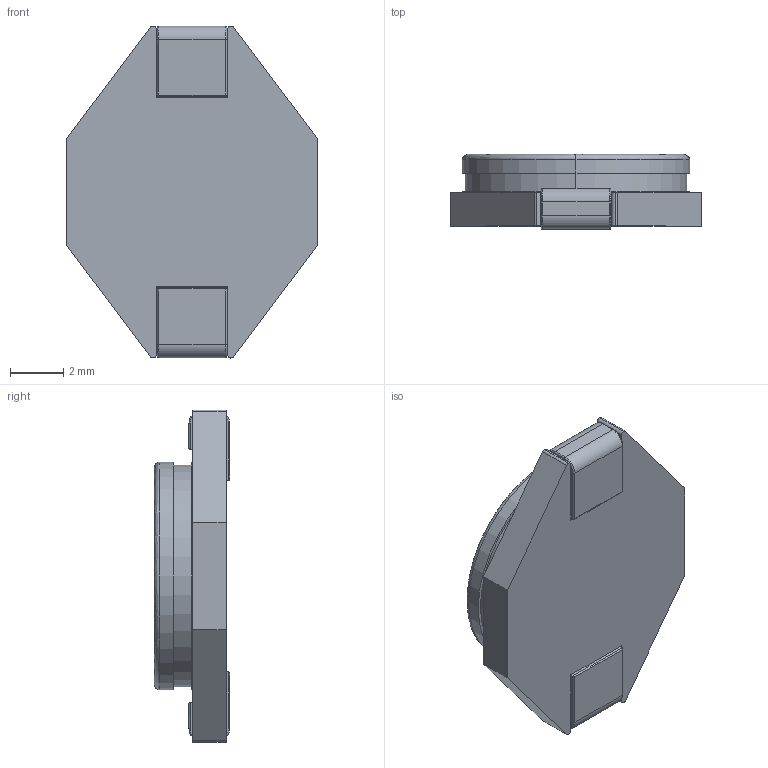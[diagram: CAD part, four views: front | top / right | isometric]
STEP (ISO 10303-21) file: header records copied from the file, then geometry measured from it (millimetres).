
FILE_DESCRIPTION (( 'STEP AP214' ), '1' );
FILE_NAME ('Coilcraft-DO3308-DEFAULT.STEP', '2011-01-06T05:02:51', ( 'Solidworks' ), ( 'Solidworks' ), 'SwSTEP 2.0', 'SolidWorks 2011', '' );
FILE_SCHEMA (( 'AUTOMOTIVE_DESIGN' ));
Length unit declared in the file: millimetre
Products named in the file (1): Coilcraft-DO3308-DEFAULT
Bounding box: 9.4 x 2.82 x 12.44 mm (x, y, z)
Volume: 194.4 mm3; surface area: 320.7 mm2
Topology: 1 solids, 1 shells, 308 faces, 787 edges, 496 vertices
Faces by surface type: bspline 183, plane 91, cylinder 34
Entity records: 13619 total; most frequent: CARTESIAN_POINT 4037, ORIENTED_EDGE 1574, EDGE_CURVE 787, DIRECTION 729, VERTEX_POINT 496, VECTOR 369, LINE 369, B_SPLINE_CURVE_WITH_KNOTS 346
